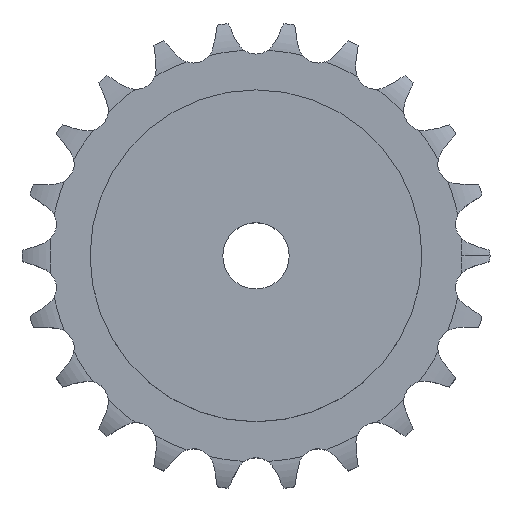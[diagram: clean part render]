
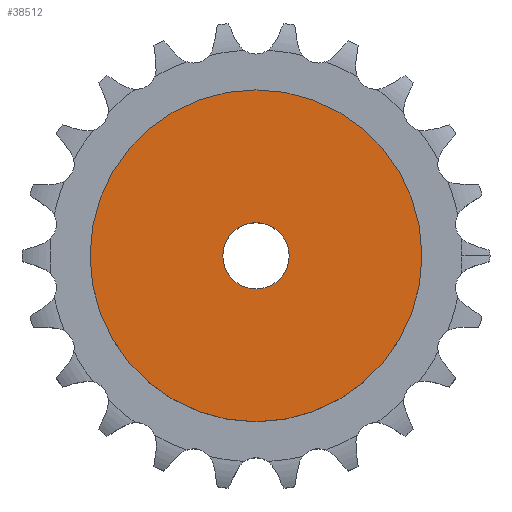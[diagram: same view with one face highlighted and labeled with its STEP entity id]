
A CAD part, top view. The second image highlights one B-rep face of the part: STEP entity #38512.
In plain terms, the highlighted planar face has unit normal (0, 0, 1).
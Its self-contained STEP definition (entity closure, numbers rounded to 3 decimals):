
#20560 = CYLINDRICAL_SURFACE('',#20561,10.);
#20561 = AXIS2_PLACEMENT_3D('',#20562,#20563,#20564);
#20562 = CARTESIAN_POINT('',(0.,0.,222.004));
#20563 = DIRECTION('',(0.,0.,1.));
#20564 = DIRECTION('',(1.,0.,0.));
#26276 = EDGE_CURVE('',#26277,#26277,#26279,.T.);
#26277 = VERTEX_POINT('',#26278);
#26278 = CARTESIAN_POINT('',(10.,0.,50.));
#26279 = SURFACE_CURVE('',#26280,(#26285,#26292),.PCURVE_S1.);
#26280 = CIRCLE('',#26281,10.);
#26281 = AXIS2_PLACEMENT_3D('',#26282,#26283,#26284);
#26282 = CARTESIAN_POINT('',(0.,0.,50.));
#26283 = DIRECTION('',(0.,0.,1.));
#26284 = DIRECTION('',(1.,0.,0.));
#26285 = PCURVE('',#20560,#26286);
#26286 = DEFINITIONAL_REPRESENTATION('',(#26287),#26291);
#26287 = LINE('',#26288,#26289);
#26288 = CARTESIAN_POINT('',(0.,-172.004));
#26289 = VECTOR('',#26290,1.);
#26290 = DIRECTION('',(1.,0.));
#26291 = ( GEOMETRIC_REPRESENTATION_CONTEXT(2) 
PARAMETRIC_REPRESENTATION_CONTEXT() REPRESENTATION_CONTEXT('2D SPACE',''
  ) );
#26292 = PCURVE('',#26293,#26298);
#26293 = PLANE('',#26294);
#26294 = AXIS2_PLACEMENT_3D('',#26295,#26296,#26297);
#26295 = CARTESIAN_POINT('',(0.,0.,50.)
  );
#26296 = DIRECTION('',(0.,0.,1.));
#26297 = DIRECTION('',(1.,0.,0.));
#26298 = DEFINITIONAL_REPRESENTATION('',(#26299),#26303);
#26299 = CIRCLE('',#26300,10.);
#26300 = AXIS2_PLACEMENT_2D('',#26301,#26302);
#26301 = CARTESIAN_POINT('',(0.,0.));
#26302 = DIRECTION('',(1.,0.));
#26303 = ( GEOMETRIC_REPRESENTATION_CONTEXT(2) 
PARAMETRIC_REPRESENTATION_CONTEXT() REPRESENTATION_CONTEXT('2D SPACE',''
  ) );
#38512 = ADVANCED_FACE('',(#38513,#38544),#26293,.T.);
#38513 = FACE_BOUND('',#38514,.T.);
#38514 = EDGE_LOOP('',(#38515));
#38515 = ORIENTED_EDGE('',*,*,#38516,.T.);
#38516 = EDGE_CURVE('',#38517,#38517,#38519,.T.);
#38517 = VERTEX_POINT('',#38518);
#38518 = CARTESIAN_POINT('',(50.,0.,50.));
#38519 = SURFACE_CURVE('',#38520,(#38525,#38532),.PCURVE_S1.);
#38520 = CIRCLE('',#38521,50.);
#38521 = AXIS2_PLACEMENT_3D('',#38522,#38523,#38524);
#38522 = CARTESIAN_POINT('',(0.,0.,50.));
#38523 = DIRECTION('',(0.,0.,1.));
#38524 = DIRECTION('',(1.,0.,0.));
#38525 = PCURVE('',#26293,#38526);
#38526 = DEFINITIONAL_REPRESENTATION('',(#38527),#38531);
#38527 = CIRCLE('',#38528,50.);
#38528 = AXIS2_PLACEMENT_2D('',#38529,#38530);
#38529 = CARTESIAN_POINT('',(0.,0.));
#38530 = DIRECTION('',(1.,0.));
#38531 = ( GEOMETRIC_REPRESENTATION_CONTEXT(2) 
PARAMETRIC_REPRESENTATION_CONTEXT() REPRESENTATION_CONTEXT('2D SPACE',''
  ) );
#38532 = PCURVE('',#38533,#38538);
#38533 = CYLINDRICAL_SURFACE('',#38534,50.);
#38534 = AXIS2_PLACEMENT_3D('',#38535,#38536,#38537);
#38535 = CARTESIAN_POINT('',(0.,0.,0.));
#38536 = DIRECTION('',(-0.,-0.,-1.));
#38537 = DIRECTION('',(1.,0.,0.));
#38538 = DEFINITIONAL_REPRESENTATION('',(#38539),#38543);
#38539 = LINE('',#38540,#38541);
#38540 = CARTESIAN_POINT('',(-0.,-50.));
#38541 = VECTOR('',#38542,1.);
#38542 = DIRECTION('',(-1.,0.));
#38543 = ( GEOMETRIC_REPRESENTATION_CONTEXT(2) 
PARAMETRIC_REPRESENTATION_CONTEXT() REPRESENTATION_CONTEXT('2D SPACE',''
  ) );
#38544 = FACE_BOUND('',#38545,.T.);
#38545 = EDGE_LOOP('',(#38546));
#38546 = ORIENTED_EDGE('',*,*,#26276,.F.);
